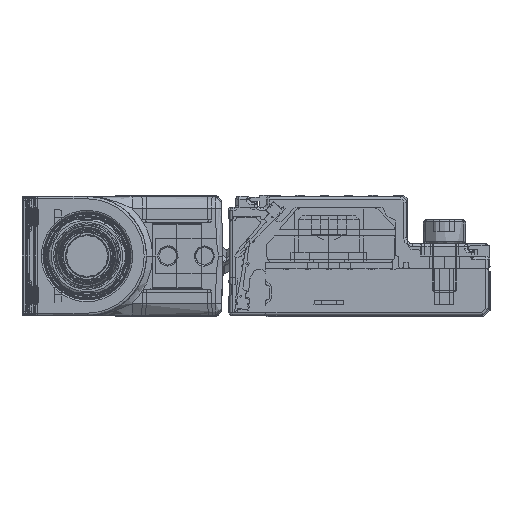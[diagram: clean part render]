
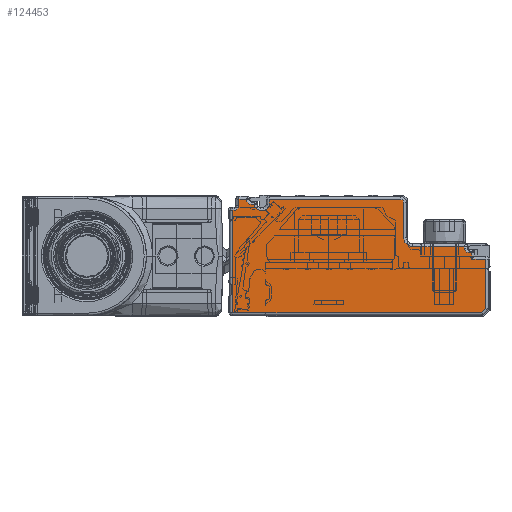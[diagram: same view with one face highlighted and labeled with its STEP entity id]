
A CAD part, left-side view. The second image highlights one B-rep face of the part: STEP entity #124453.
In plain terms, the highlighted planar face has unit normal (-1, 0, 0).
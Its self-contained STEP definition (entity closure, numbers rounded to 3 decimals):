
#124171=AXIS2_PLACEMENT_3D('Circle Axis2P3D',#124169,#124170,$) ;
#124310=AXIS2_PLACEMENT_3D('Plane Axis2P3D',#124307,#124308,#124309) ;
#124333=AXIS2_PLACEMENT_3D('Circle Axis2P3D',#124331,#124332,$) ;
#124347=AXIS2_PLACEMENT_3D('Circle Axis2P3D',#124345,#124346,$) ;
#124368=AXIS2_PLACEMENT_3D('Circle Axis2P3D',#124366,#124367,$) ;
#124382=AXIS2_PLACEMENT_3D('Circle Axis2P3D',#124380,#124381,$) ;
#124396=AXIS2_PLACEMENT_3D('Circle Axis2P3D',#124394,#124395,$) ;
#124417=AXIS2_PLACEMENT_3D('Circle Axis2P3D',#124415,#124416,$) ;
#119806=CARTESIAN_POINT('Vertex',(-3578.,42.3,-7.3)) ;
#119809=CARTESIAN_POINT('Line Origine',(-3578.,42.3,2.)) ;
#119813=CARTESIAN_POINT('Vertex',(-3578.,42.3,9.5)) ;
#120137=CARTESIAN_POINT('Vertex',(-3578.,1.407,-7.3)) ;
#120140=CARTESIAN_POINT('Line Origine',(-3578.,23.168,-7.3)) ;
#120177=CARTESIAN_POINT('Vertex',(-3578.,0.7,-6.593)) ;
#120180=CARTESIAN_POINT('Line Origine',(-3578.,-1.246,-4.646)) ;
#120217=CARTESIAN_POINT('Vertex',(-3578.,0.7,1.5)) ;
#120220=CARTESIAN_POINT('Line Origine',(-3578.,0.7,2.)) ;
#124086=CARTESIAN_POINT('Vertex',(-3578.,3.,2.5)) ;
#124142=CARTESIAN_POINT('Vertex',(-3578.,3.4,2.5)) ;
#124145=CARTESIAN_POINT('Line Origine',(-3578.,21.5,2.5)) ;
#124166=CARTESIAN_POINT('Vertex',(-3578.,4.2,3.3)) ;
#124169=CARTESIAN_POINT('Axis2P3D Location',(-3578.,3.4,3.3)) ;
#124292=CARTESIAN_POINT('Vertex',(-3578.,3.,1.5)) ;
#124295=CARTESIAN_POINT('Line Origine',(-3578.,21.5,1.5)) ;
#124307=CARTESIAN_POINT('Axis2P3D Location',(-3578.,0.2,-7.8)) ;
#124312=CARTESIAN_POINT('Line Origine',(-3578.,3.,2.)) ;
#124317=CARTESIAN_POINT('Line Origine',(-3578.,4.2,3.4)) ;
#124321=CARTESIAN_POINT('Vertex',(-3578.,4.2,3.5)) ;
#124324=CARTESIAN_POINT('Line Origine',(-3578.,8.45,3.5)) ;
#124328=CARTESIAN_POINT('Vertex',(-3578.,12.7,3.5)) ;
#124331=CARTESIAN_POINT('Axis2P3D Location',(-3578.,12.7,5.)) ;
#124335=CARTESIAN_POINT('Vertex',(-3578.,14.2,5.)) ;
#124338=CARTESIAN_POINT('Line Origine',(-3578.,14.2,7.9)) ;
#124342=CARTESIAN_POINT('Vertex',(-3578.,14.2,10.8)) ;
#124345=CARTESIAN_POINT('Axis2P3D Location',(-3578.,14.7,10.8)) ;
#124349=CARTESIAN_POINT('Vertex',(-3578.,14.7,11.3)) ;
#124352=CARTESIAN_POINT('Line Origine',(-3578.,25.5,11.3)) ;
#124356=CARTESIAN_POINT('Vertex',(-3578.,36.3,11.3)) ;
#124359=CARTESIAN_POINT('Line Origine',(-3578.,36.3,10.9)) ;
#124363=CARTESIAN_POINT('Vertex',(-3578.,36.3,10.5)) ;
#124366=CARTESIAN_POINT('Axis2P3D Location',(-3578.,37.3,10.5)) ;
#124370=CARTESIAN_POINT('Vertex',(-3578.,37.3,9.5)) ;
#124373=CARTESIAN_POINT('Line Origine',(-3578.,37.55,9.5)) ;
#124377=CARTESIAN_POINT('Vertex',(-3578.,37.8,9.5)) ;
#124380=CARTESIAN_POINT('Axis2P3D Location',(-3578.,37.8,10.5)) ;
#124384=CARTESIAN_POINT('Vertex',(-3578.,38.8,10.5)) ;
#124387=CARTESIAN_POINT('Line Origine',(-3578.,39.05,10.5)) ;
#124391=CARTESIAN_POINT('Vertex',(-3578.,39.3,10.5)) ;
#124394=CARTESIAN_POINT('Axis2P3D Location',(-3578.,39.3,11.3)) ;
#124398=CARTESIAN_POINT('Vertex',(-3578.,40.1,11.3)) ;
#124401=CARTESIAN_POINT('Line Origine',(-3578.,40.7,11.3)) ;
#124405=CARTESIAN_POINT('Vertex',(-3578.,41.3,11.3)) ;
#124408=CARTESIAN_POINT('Line Origine',(-3578.,41.3,10.8)) ;
#124412=CARTESIAN_POINT('Vertex',(-3578.,41.3,10.3)) ;
#124415=CARTESIAN_POINT('Axis2P3D Location',(-3578.,42.1,10.3)) ;
#124419=CARTESIAN_POINT('Vertex',(-3578.,42.1,9.5)) ;
#124422=CARTESIAN_POINT('Line Origine',(-3578.,42.2,9.5)) ;
#119810=DIRECTION('Vector Direction',(0.,0.,1.)) ;
#120141=DIRECTION('Vector Direction',(0.,1.,0.)) ;
#120181=DIRECTION('Vector Direction',(0.,0.707,-0.707)) ;
#120221=DIRECTION('Vector Direction',(0.,0.,-1.)) ;
#124146=DIRECTION('Vector Direction',(0.,-1.,0.)) ;
#124170=DIRECTION('Axis2P3D Direction',(1.,0.,0.)) ;
#124296=DIRECTION('Vector Direction',(0.,-1.,0.)) ;
#124308=DIRECTION('Axis2P3D Direction',(-1.,0.,0.)) ;
#124309=DIRECTION('Axis2P3D XDirection',(0.,0.,1.)) ;
#124313=DIRECTION('Vector Direction',(0.,0.,1.)) ;
#124318=DIRECTION('Vector Direction',(0.,0.,-1.)) ;
#124325=DIRECTION('Vector Direction',(0.,1.,0.)) ;
#124332=DIRECTION('Axis2P3D Direction',(-1.,0.,0.)) ;
#124339=DIRECTION('Vector Direction',(0.,0.,1.)) ;
#124346=DIRECTION('Axis2P3D Direction',(-1.,0.,0.)) ;
#124353=DIRECTION('Vector Direction',(0.,1.,0.)) ;
#124360=DIRECTION('Vector Direction',(0.,0.,-1.)) ;
#124367=DIRECTION('Axis2P3D Direction',(-1.,0.,0.)) ;
#124374=DIRECTION('Vector Direction',(0.,1.,0.)) ;
#124381=DIRECTION('Axis2P3D Direction',(-1.,0.,0.)) ;
#124388=DIRECTION('Vector Direction',(0.,-1.,0.)) ;
#124395=DIRECTION('Axis2P3D Direction',(-1.,0.,0.)) ;
#124402=DIRECTION('Vector Direction',(0.,1.,0.)) ;
#124409=DIRECTION('Vector Direction',(0.,0.,-1.)) ;
#124416=DIRECTION('Axis2P3D Direction',(-1.,0.,0.)) ;
#124423=DIRECTION('Vector Direction',(0.,1.,0.)) ;
#119811=VECTOR('Line Direction',#119810,1.) ;
#120142=VECTOR('Line Direction',#120141,1.) ;
#120182=VECTOR('Line Direction',#120181,1.) ;
#120222=VECTOR('Line Direction',#120221,1.) ;
#124147=VECTOR('Line Direction',#124146,1.) ;
#124297=VECTOR('Line Direction',#124296,1.) ;
#124314=VECTOR('Line Direction',#124313,1.) ;
#124319=VECTOR('Line Direction',#124318,1.) ;
#124326=VECTOR('Line Direction',#124325,1.) ;
#124340=VECTOR('Line Direction',#124339,1.) ;
#124354=VECTOR('Line Direction',#124353,1.) ;
#124361=VECTOR('Line Direction',#124360,1.) ;
#124375=VECTOR('Line Direction',#124374,1.) ;
#124389=VECTOR('Line Direction',#124388,1.) ;
#124403=VECTOR('Line Direction',#124402,1.) ;
#124410=VECTOR('Line Direction',#124409,1.) ;
#124424=VECTOR('Line Direction',#124423,1.) ;
#124428=ORIENTED_EDGE('',*,*,#124316,.T.) ;
#124429=ORIENTED_EDGE('',*,*,#124149,.T.) ;
#124430=ORIENTED_EDGE('',*,*,#124173,.T.) ;
#124431=ORIENTED_EDGE('',*,*,#124323,.T.) ;
#124432=ORIENTED_EDGE('',*,*,#124330,.T.) ;
#124433=ORIENTED_EDGE('',*,*,#124337,.T.) ;
#124434=ORIENTED_EDGE('',*,*,#124344,.T.) ;
#124435=ORIENTED_EDGE('',*,*,#124351,.T.) ;
#124436=ORIENTED_EDGE('',*,*,#124358,.T.) ;
#124437=ORIENTED_EDGE('',*,*,#124365,.T.) ;
#124438=ORIENTED_EDGE('',*,*,#124372,.T.) ;
#124439=ORIENTED_EDGE('',*,*,#124379,.T.) ;
#124440=ORIENTED_EDGE('',*,*,#124386,.T.) ;
#124441=ORIENTED_EDGE('',*,*,#124393,.T.) ;
#124442=ORIENTED_EDGE('',*,*,#124400,.T.) ;
#124443=ORIENTED_EDGE('',*,*,#124407,.T.) ;
#124444=ORIENTED_EDGE('',*,*,#124414,.T.) ;
#124445=ORIENTED_EDGE('',*,*,#124421,.T.) ;
#124446=ORIENTED_EDGE('',*,*,#124426,.T.) ;
#124447=ORIENTED_EDGE('',*,*,#119815,.T.) ;
#124448=ORIENTED_EDGE('',*,*,#120144,.T.) ;
#124449=ORIENTED_EDGE('',*,*,#120184,.T.) ;
#124450=ORIENTED_EDGE('',*,*,#120224,.T.) ;
#124451=ORIENTED_EDGE('',*,*,#124299,.T.) ;
#124453=ADVANCED_FACE('\X2\FF8AFF9FFF70FF82\X0\ \X2\FF8EFF9EFF83FF9EFF68FF70\X0\',(#124452),#124311,.T.) ;
#124172=CIRCLE('generated circle',#124171,0.8) ;
#124334=CIRCLE('generated circle',#124333,1.5) ;
#124348=CIRCLE('generated circle',#124347,0.5) ;
#124369=CIRCLE('generated circle',#124368,1.) ;
#124383=CIRCLE('generated circle',#124382,1.) ;
#124397=CIRCLE('generated circle',#124396,0.8) ;
#124418=CIRCLE('generated circle',#124417,0.8) ;
#119815=EDGE_CURVE('',#119814,#119807,#119812,.F.) ;
#120144=EDGE_CURVE('',#119807,#120138,#120143,.F.) ;
#120184=EDGE_CURVE('',#120138,#120178,#120183,.F.) ;
#120224=EDGE_CURVE('',#120178,#120218,#120223,.F.) ;
#124149=EDGE_CURVE('',#124087,#124143,#124148,.F.) ;
#124173=EDGE_CURVE('',#124143,#124167,#124172,.T.) ;
#124299=EDGE_CURVE('',#120218,#124293,#124298,.F.) ;
#124316=EDGE_CURVE('',#124293,#124087,#124315,.T.) ;
#124323=EDGE_CURVE('',#124167,#124322,#124320,.F.) ;
#124330=EDGE_CURVE('',#124322,#124329,#124327,.T.) ;
#124337=EDGE_CURVE('',#124329,#124336,#124334,.F.) ;
#124344=EDGE_CURVE('',#124336,#124343,#124341,.T.) ;
#124351=EDGE_CURVE('',#124343,#124350,#124348,.T.) ;
#124358=EDGE_CURVE('',#124350,#124357,#124355,.T.) ;
#124365=EDGE_CURVE('',#124357,#124364,#124362,.T.) ;
#124372=EDGE_CURVE('',#124364,#124371,#124369,.F.) ;
#124379=EDGE_CURVE('',#124371,#124378,#124376,.T.) ;
#124386=EDGE_CURVE('',#124378,#124385,#124383,.F.) ;
#124393=EDGE_CURVE('',#124385,#124392,#124390,.F.) ;
#124400=EDGE_CURVE('',#124392,#124399,#124397,.F.) ;
#124407=EDGE_CURVE('',#124399,#124406,#124404,.T.) ;
#124414=EDGE_CURVE('',#124406,#124413,#124411,.T.) ;
#124421=EDGE_CURVE('',#124413,#124420,#124418,.F.) ;
#124426=EDGE_CURVE('',#124420,#119814,#124425,.T.) ;
#124427=EDGE_LOOP('',(#124428,#124429,#124430,#124431,#124432,#124433,#124434,#124435,#124436,#124437,#124438,#124439,#124440,#124441,#124442,#124443,#124444,#124445,#124446,#124447,#124448,#124449,#124450,#124451)) ;
#124452=FACE_OUTER_BOUND('',#124427,.T.) ;
#119812=LINE('Line',#119809,#119811) ;
#120143=LINE('Line',#120140,#120142) ;
#120183=LINE('Line',#120180,#120182) ;
#120223=LINE('Line',#120220,#120222) ;
#124148=LINE('Line',#124145,#124147) ;
#124298=LINE('Line',#124295,#124297) ;
#124315=LINE('Line',#124312,#124314) ;
#124320=LINE('Line',#124317,#124319) ;
#124327=LINE('Line',#124324,#124326) ;
#124341=LINE('Line',#124338,#124340) ;
#124355=LINE('Line',#124352,#124354) ;
#124362=LINE('Line',#124359,#124361) ;
#124376=LINE('Line',#124373,#124375) ;
#124390=LINE('Line',#124387,#124389) ;
#124404=LINE('Line',#124401,#124403) ;
#124411=LINE('Line',#124408,#124410) ;
#124425=LINE('Line',#124422,#124424) ;
#124311=PLANE('',#124310) ;
#119807=VERTEX_POINT('',#119806) ;
#119814=VERTEX_POINT('',#119813) ;
#120138=VERTEX_POINT('',#120137) ;
#120178=VERTEX_POINT('',#120177) ;
#120218=VERTEX_POINT('',#120217) ;
#124087=VERTEX_POINT('',#124086) ;
#124143=VERTEX_POINT('',#124142) ;
#124167=VERTEX_POINT('',#124166) ;
#124293=VERTEX_POINT('',#124292) ;
#124322=VERTEX_POINT('',#124321) ;
#124329=VERTEX_POINT('',#124328) ;
#124336=VERTEX_POINT('',#124335) ;
#124343=VERTEX_POINT('',#124342) ;
#124350=VERTEX_POINT('',#124349) ;
#124357=VERTEX_POINT('',#124356) ;
#124364=VERTEX_POINT('',#124363) ;
#124371=VERTEX_POINT('',#124370) ;
#124378=VERTEX_POINT('',#124377) ;
#124385=VERTEX_POINT('',#124384) ;
#124392=VERTEX_POINT('',#124391) ;
#124399=VERTEX_POINT('',#124398) ;
#124406=VERTEX_POINT('',#124405) ;
#124413=VERTEX_POINT('',#124412) ;
#124420=VERTEX_POINT('',#124419) ;
